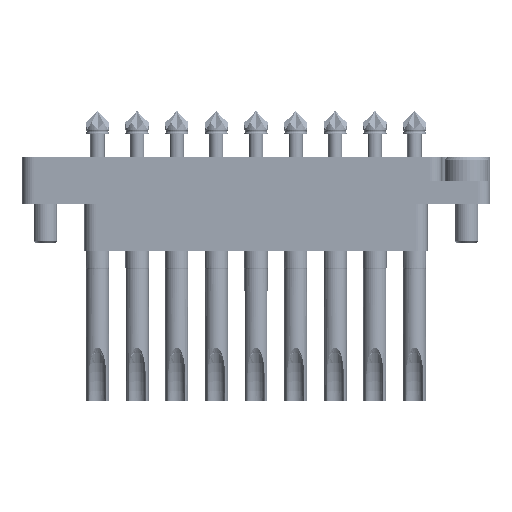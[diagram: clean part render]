
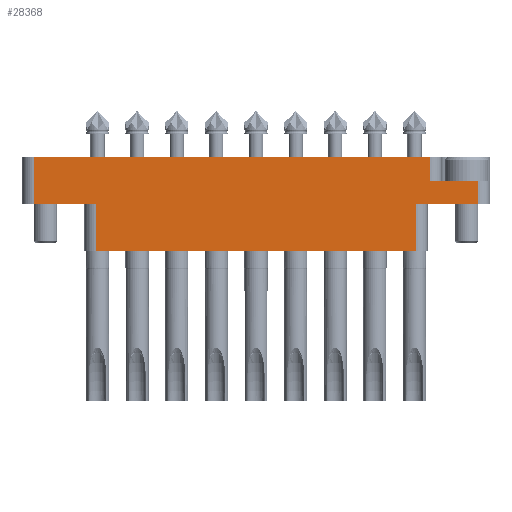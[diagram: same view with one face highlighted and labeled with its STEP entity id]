
A CAD part, left-side view. The second image highlights one B-rep face of the part: STEP entity #28368.
In plain terms, the highlighted planar face has unit normal (-1, 0, 0).
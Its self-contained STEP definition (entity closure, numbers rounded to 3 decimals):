
#62 = EDGE_CURVE ( 'NONE', #19160, #3631, #327, .T. ) ;
#179 = CARTESIAN_POINT ( 'NONE',  ( -14.35, 30., -6. ) ) ;
#327 = LINE ( 'NONE', #18762, #23183 ) ;
#405 = LINE ( 'NONE', #2228, #26258 ) ;
#573 = EDGE_LOOP ( 'NONE', ( #8484, #20251, #1890, #24672, #28124, #28547, #22400, #29002, #8666, #24435 ) ) ;
#635 = CARTESIAN_POINT ( 'NONE',  ( -14.35, 28.5, -6. ) ) ;
#1360 = DIRECTION ( 'NONE',  ( -1., 0., 0. ) ) ;
#1421 = VECTOR ( 'NONE', #26676, 1000. ) ;
#1890 = ORIENTED_EDGE ( 'NONE', *, *, #2566, .F. ) ;
#2228 = CARTESIAN_POINT ( 'NONE',  ( -14.35, -20.5, -6. ) ) ;
#2391 = VECTOR ( 'NONE', #21302, 1000. ) ;
#2566 = EDGE_CURVE ( 'NONE', #22765, #7315, #2924, .T. ) ;
#2599 = LINE ( 'NONE', #179, #18131 ) ;
#2817 = DIRECTION ( 'NONE',  ( 0., 0., 1. ) ) ;
#2924 = LINE ( 'NONE', #21352, #11303 ) ;
#3062 = LINE ( 'NONE', #12316, #13748 ) ;
#3631 = VERTEX_POINT ( 'NONE', #22544 ) ;
#3791 = PLANE ( 'NONE',  #6706 ) ;
#4175 = DIRECTION ( 'NONE',  ( 0., 0., -1. ) ) ;
#4267 = CARTESIAN_POINT ( 'NONE',  ( -14.35, -20.5, -12. ) ) ;
#4438 = DIRECTION ( 'NONE',  ( 0., 0., 1. ) ) ;
#5189 = DIRECTION ( 'NONE',  ( 0., -1., 0. ) ) ;
#5313 = LINE ( 'NONE', #19191, #2391 ) ;
#6175 = CARTESIAN_POINT ( 'NONE',  ( -14.35, -22.25, 0. ) ) ;
#6706 = AXIS2_PLACEMENT_3D ( 'NONE', #10754, #1360, #13028 ) ;
#6918 = VERTEX_POINT ( 'NONE', #24171 ) ;
#7315 = VERTEX_POINT ( 'NONE', #28661 ) ;
#7621 = DIRECTION ( 'NONE',  ( 0., 0., -1. ) ) ;
#7768 = DIRECTION ( 'NONE',  ( 0., 0., 1. ) ) ;
#7918 = EDGE_CURVE ( 'NONE', #14641, #19160, #2599, .T. ) ;
#8484 = ORIENTED_EDGE ( 'NONE', *, *, #11089, .T. ) ;
#8666 = ORIENTED_EDGE ( 'NONE', *, *, #29628, .F. ) ;
#8906 = CARTESIAN_POINT ( 'NONE',  ( -14.35, 28.5, -6. ) ) ;
#9712 = CARTESIAN_POINT ( 'NONE',  ( -14.35, -28.5, -6. ) ) ;
#10243 = CARTESIAN_POINT ( 'NONE',  ( -14.35, 30., -6. ) ) ;
#10754 = CARTESIAN_POINT ( 'NONE',  ( -14.35, 30., -6. ) ) ;
#11089 = EDGE_CURVE ( 'NONE', #26605, #22473, #17184, .T. ) ;
#11303 = VECTOR ( 'NONE', #19241, 1000. ) ;
#12316 = CARTESIAN_POINT ( 'NONE',  ( -14.35, -22.25, 0. ) ) ;
#12745 = VECTOR ( 'NONE', #4175, 1000. ) ;
#13028 = DIRECTION ( 'NONE',  ( 0., -1., 0. ) ) ;
#13104 = CARTESIAN_POINT ( 'NONE',  ( -14.35, 20.5, -12. ) ) ;
#13582 = EDGE_CURVE ( 'NONE', #13875, #26605, #14116, .T. ) ;
#13748 = VECTOR ( 'NONE', #7768, 1000. ) ;
#13875 = VERTEX_POINT ( 'NONE', #22778 ) ;
#14116 = LINE ( 'NONE', #635, #26005 ) ;
#14207 = EDGE_CURVE ( 'NONE', #6918, #3631, #15063, .T. ) ;
#14641 = VERTEX_POINT ( 'NONE', #15580 ) ;
#15063 = LINE ( 'NONE', #24258, #1421 ) ;
#15580 = CARTESIAN_POINT ( 'NONE',  ( -14.35, -20.5, -6. ) ) ;
#17184 = LINE ( 'NONE', #10243, #26927 ) ;
#18131 = VECTOR ( 'NONE', #5189, 1000. ) ;
#18256 = EDGE_CURVE ( 'NONE', #22765, #14641, #405, .T. ) ;
#18762 = CARTESIAN_POINT ( 'NONE',  ( -14.35, -28.5, -6. ) ) ;
#19160 = VERTEX_POINT ( 'NONE', #9712 ) ;
#19191 = CARTESIAN_POINT ( 'NONE',  ( -14.35, 30., 0. ) ) ;
#19241 = DIRECTION ( 'NONE',  ( 0., 1., 0. ) ) ;
#19487 = FACE_OUTER_BOUND ( 'NONE', #573, .T. ) ;
#19556 = EDGE_CURVE ( 'NONE', #22473, #7315, #20330, .T. ) ;
#20251 = ORIENTED_EDGE ( 'NONE', *, *, #19556, .T. ) ;
#20330 = LINE ( 'NONE', #13104, #12745 ) ;
#20655 = EDGE_CURVE ( 'NONE', #6918, #21096, #3062, .T. ) ;
#21096 = VERTEX_POINT ( 'NONE', #6175 ) ;
#21302 = DIRECTION ( 'NONE',  ( 0., -1., 0. ) ) ;
#21352 = CARTESIAN_POINT ( 'NONE',  ( -14.35, 22., -12. ) ) ;
#22400 = ORIENTED_EDGE ( 'NONE', *, *, #14207, .F. ) ;
#22473 = VERTEX_POINT ( 'NONE', #23331 ) ;
#22544 = CARTESIAN_POINT ( 'NONE',  ( -14.35, -28.5, -3. ) ) ;
#22765 = VERTEX_POINT ( 'NONE', #4267 ) ;
#22778 = CARTESIAN_POINT ( 'NONE',  ( -14.35, 28.5, 0. ) ) ;
#23183 = VECTOR ( 'NONE', #4438, 1000. ) ;
#23331 = CARTESIAN_POINT ( 'NONE',  ( -14.35, 20.5, -6. ) ) ;
#24171 = CARTESIAN_POINT ( 'NONE',  ( -14.35, -22.25, -3. ) ) ;
#24258 = CARTESIAN_POINT ( 'NONE',  ( -14.35, -30., -3. ) ) ;
#24435 = ORIENTED_EDGE ( 'NONE', *, *, #13582, .T. ) ;
#24672 = ORIENTED_EDGE ( 'NONE', *, *, #18256, .T. ) ;
#26005 = VECTOR ( 'NONE', #7621, 1000. ) ;
#26258 = VECTOR ( 'NONE', #2817, 1000. ) ;
#26605 = VERTEX_POINT ( 'NONE', #8906 ) ;
#26676 = DIRECTION ( 'NONE',  ( 0., -1., 0. ) ) ;
#26927 = VECTOR ( 'NONE', #28798, 1000. ) ;
#28124 = ORIENTED_EDGE ( 'NONE', *, *, #7918, .T. ) ;
#28368 = ADVANCED_FACE ( 'NONE', ( #19487 ), #3791, .T. ) ;
#28547 = ORIENTED_EDGE ( 'NONE', *, *, #62, .T. ) ;
#28661 = CARTESIAN_POINT ( 'NONE',  ( -14.35, 20.5, -12. ) ) ;
#28798 = DIRECTION ( 'NONE',  ( 0., -1., 0. ) ) ;
#29002 = ORIENTED_EDGE ( 'NONE', *, *, #20655, .T. ) ;
#29628 = EDGE_CURVE ( 'NONE', #13875, #21096, #5313, .T. ) ;
